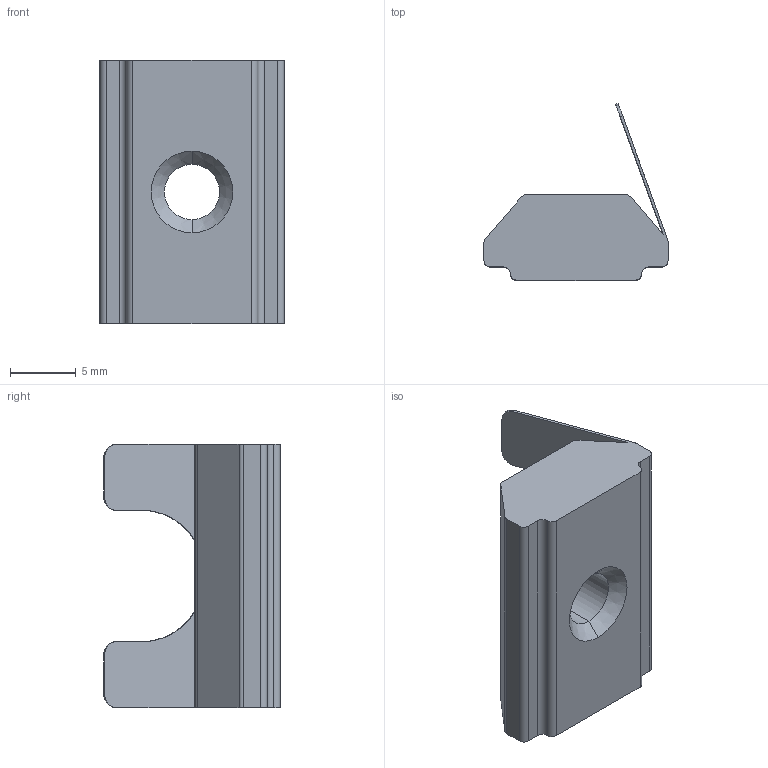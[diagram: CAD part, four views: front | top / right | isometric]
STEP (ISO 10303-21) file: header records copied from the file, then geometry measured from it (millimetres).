
FILE_DESCRIPTION (( 'STEP AP214' ), '1' );
FILE_NAME ('A364 Ñóõàðü ïàçîâûé Ì5 ñ ëàïêîé, ïàç 10.STEP', '2019-09-17T13:02:49', ( 'Windows User' ), ( '' ), 'SwSTEP 2.0', 'SolidWorks 2018', '' );
FILE_SCHEMA (( 'AUTOMOTIVE_DESIGN' ));
Length unit declared in the file: millimetre
Products named in the file (1): A364 Ñóõàðü ïàçîâûé Ì5 ñ ëàïêîé, ïàç 10
Bounding box: 14 x 13.43 x 20 mm (x, y, z)
Volume: 1457.1 mm3; surface area: 1208.1 mm2
Topology: 1 solids, 1 shells, 37 faces, 101 edges, 66 vertices
Faces by surface type: cylinder 17, plane 16, cone 4
Entity records: 1241 total; most frequent: DIRECTION 215, CARTESIAN_POINT 205, ORIENTED_EDGE 202, EDGE_CURVE 101, AXIS2_PLACEMENT_3D 76, VERTEX_POINT 66, VECTOR 63, LINE 63
